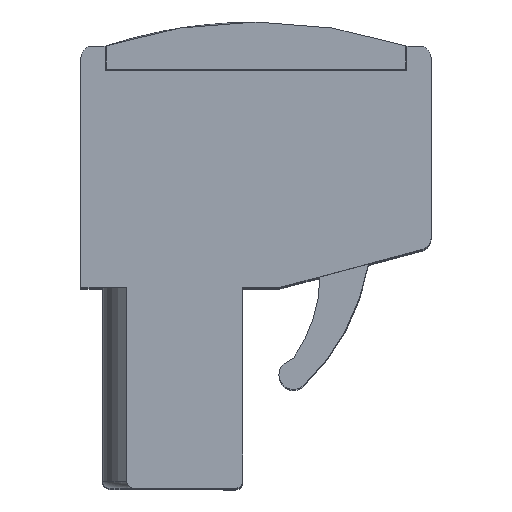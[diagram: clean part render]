
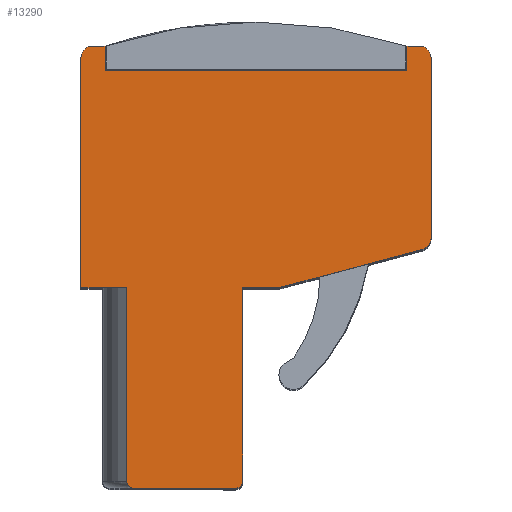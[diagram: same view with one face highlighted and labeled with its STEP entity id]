
A CAD part, top view. The second image highlights one B-rep face of the part: STEP entity #13290.
In plain terms, the highlighted planar face has unit normal (0, 0, 1).
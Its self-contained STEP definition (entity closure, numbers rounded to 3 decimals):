
#38 = CARTESIAN_POINT ( 'NONE',  ( -3.8, 8.3, 2.54 ) ) ;
#42 = VECTOR ( 'NONE', #1118, 1000. ) ;
#101 = ORIENTED_EDGE ( 'NONE', *, *, #8370, .T. ) ;
#239 = CARTESIAN_POINT ( 'NONE',  ( -3.3, 18.3, 2.54 ) ) ;
#307 = CARTESIAN_POINT ( 'NONE',  ( 10.2, 10.372, 2.54 ) ) ;
#320 = CARTESIAN_POINT ( 'NONE',  ( 10.2, 17.8, 2.54 ) ) ;
#346 = VERTEX_POINT ( 'NONE', #239 ) ;
#498 = VECTOR ( 'NONE', #9907, 1000. ) ;
#533 = CARTESIAN_POINT ( 'NONE',  ( 2.9, 0.3, 2.54 ) ) ;
#543 = VERTEX_POINT ( 'NONE', #533 ) ;
#672 = VERTEX_POINT ( 'NONE', #14349 ) ;
#675 = DIRECTION ( 'NONE',  ( 1., 0., 0. ) ) ;
#794 = DIRECTION ( 'NONE',  ( 0., 1., 0. ) ) ;
#802 = ORIENTED_EDGE ( 'NONE', *, *, #5543, .F. ) ;
#1027 = VERTEX_POINT ( 'NONE', #5994 ) ;
#1036 = CARTESIAN_POINT ( 'NONE',  ( 2.9, 8.3, 2.54 ) ) ;
#1118 = DIRECTION ( 'NONE',  ( -1., 0., 0. ) ) ;
#1126 = LINE ( 'NONE', #4112, #7175 ) ;
#1133 = CARTESIAN_POINT ( 'NONE',  ( 4.4, 8.3, 2.54 ) ) ;
#1207 = VECTOR ( 'NONE', #6951, 1000. ) ;
#1317 = CARTESIAN_POINT ( 'NONE',  ( -2.8, 17.3, 2.54 ) ) ;
#1349 = CARTESIAN_POINT ( 'NONE',  ( -3.8, 8.3, 2.54 ) ) ;
#1351 = LINE ( 'NONE', #3392, #7052 ) ;
#1366 = DIRECTION ( 'NONE',  ( 1., 0., 0. ) ) ;
#1452 = DIRECTION ( 'NONE',  ( 1., 0., 0. ) ) ;
#1464 = DIRECTION ( 'NONE',  ( 1., 0., 0. ) ) ;
#1696 = CIRCLE ( 'NONE', #7256, 0.3 ) ;
#1830 = DIRECTION ( 'NONE',  ( -1., 0., 0. ) ) ;
#1884 = AXIS2_PLACEMENT_3D ( 'NONE', #3639, #11566, #4774 ) ;
#1966 = VERTEX_POINT ( 'NONE', #5511 ) ;
#1992 = EDGE_LOOP ( 'NONE', ( #802, #2314, #13250, #6916, #12754, #9607, #4086, #101, #3078, #7676, #4726, #9245, #10746, #2748, #12945, #6550, #5828, #9063 ) ) ;
#2080 = EDGE_CURVE ( 'NONE', #543, #9247, #4219, .T. ) ;
#2109 = CARTESIAN_POINT ( 'NONE',  ( -1.9, 0., 2.54 ) ) ;
#2260 = VERTEX_POINT ( 'NONE', #11740 ) ;
#2314 = ORIENTED_EDGE ( 'NONE', *, *, #10283, .T. ) ;
#2332 = AXIS2_PLACEMENT_3D ( 'NONE', #11040, #4237, #12188 ) ;
#2365 = CARTESIAN_POINT ( 'NONE',  ( 2.9, 0., 2.54 ) ) ;
#2366 = DIRECTION ( 'NONE',  ( 1., 0., 0. ) ) ;
#2414 = VECTOR ( 'NONE', #1366, 1000. ) ;
#2686 = VERTEX_POINT ( 'NONE', #1349 ) ;
#2748 = ORIENTED_EDGE ( 'NONE', *, *, #3094, .F. ) ;
#2812 = VERTEX_POINT ( 'NONE', #14018 ) ;
#3078 = ORIENTED_EDGE ( 'NONE', *, *, #10467, .T. ) ;
#3094 = EDGE_CURVE ( 'NONE', #5482, #14595, #1351, .T. ) ;
#3379 = CARTESIAN_POINT ( 'NONE',  ( -2.8, 17.3, 2.54 ) ) ;
#3391 = VERTEX_POINT ( 'NONE', #9670 ) ;
#3392 = CARTESIAN_POINT ( 'NONE',  ( -2.8, 18.3, 2.54 ) ) ;
#3403 = VERTEX_POINT ( 'NONE', #6276 ) ;
#3531 = DIRECTION ( 'NONE',  ( 1., 0., 0. ) ) ;
#3541 = VECTOR ( 'NONE', #8468, 1000. ) ;
#3621 = EDGE_CURVE ( 'NONE', #6281, #13808, #4768, .T. ) ;
#3639 = CARTESIAN_POINT ( 'NONE',  ( -3.3, 17.8, 2.54 ) ) ;
#4050 = CARTESIAN_POINT ( 'NONE',  ( -1.9, 0., 2.54 ) ) ;
#4086 = ORIENTED_EDGE ( 'NONE', *, *, #3621, .T. ) ;
#4112 = CARTESIAN_POINT ( 'NONE',  ( 10.7, 9.988, 2.54 ) ) ;
#4116 = EDGE_CURVE ( 'NONE', #1966, #5347, #14668, .T. ) ;
#4219 = LINE ( 'NONE', #2365, #1207 ) ;
#4237 = DIRECTION ( 'NONE',  ( 0., 0., 1. ) ) ;
#4444 = EDGE_CURVE ( 'NONE', #14595, #3403, #5441, .T. ) ;
#4467 = CIRCLE ( 'NONE', #1884, 0.5 ) ;
#4471 = EDGE_CURVE ( 'NONE', #1027, #2812, #13039, .T. ) ;
#4726 = ORIENTED_EDGE ( 'NONE', *, *, #5882, .T. ) ;
#4768 = LINE ( 'NONE', #1133, #13454 ) ;
#4774 = DIRECTION ( 'NONE',  ( 1., 0., 0. ) ) ;
#4860 = CARTESIAN_POINT ( 'NONE',  ( -3.8, 17.8, 2.54 ) ) ;
#4875 = LINE ( 'NONE', #38, #10545 ) ;
#5256 = CARTESIAN_POINT ( 'NONE',  ( -1.9, 0.3, 2.54 ) ) ;
#5347 = VERTEX_POINT ( 'NONE', #10708 ) ;
#5441 = LINE ( 'NONE', #1317, #2414 ) ;
#5482 = VERTEX_POINT ( 'NONE', #7652 ) ;
#5511 = CARTESIAN_POINT ( 'NONE',  ( 2.6, 0., 2.54 ) ) ;
#5543 = EDGE_CURVE ( 'NONE', #10477, #3391, #12774, .T. ) ;
#5552 = DIRECTION ( 'NONE',  ( 0., 1., 0. ) ) ;
#5700 = AXIS2_PLACEMENT_3D ( 'NONE', #307, #8255, #1452 ) ;
#5828 = ORIENTED_EDGE ( 'NONE', *, *, #6964, .T. ) ;
#5882 = EDGE_CURVE ( 'NONE', #2812, #2260, #12590, .T. ) ;
#5925 = FACE_OUTER_BOUND ( 'NONE', #1992, .T. ) ;
#5994 = CARTESIAN_POINT ( 'NONE',  ( 10.7, 17.8, 2.54 ) ) ;
#6276 = CARTESIAN_POINT ( 'NONE',  ( 9.7, 17.3, 2.54 ) ) ;
#6281 = VERTEX_POINT ( 'NONE', #8057 ) ;
#6284 = EDGE_CURVE ( 'NONE', #2686, #3391, #9435, .T. ) ;
#6301 = AXIS2_PLACEMENT_3D ( 'NONE', #6495, #14378, #7626 ) ;
#6495 = CARTESIAN_POINT ( 'NONE',  ( -1.6, 0.3, 2.54 ) ) ;
#6511 = PLANE ( 'NONE',  #2332 ) ;
#6550 = ORIENTED_EDGE ( 'NONE', *, *, #8330, .T. ) ;
#6814 = DIRECTION ( 'NONE',  ( 0.966, 0.259, 0. ) ) ;
#6916 = ORIENTED_EDGE ( 'NONE', *, *, #9640, .T. ) ;
#6951 = DIRECTION ( 'NONE',  ( 0., 1., 0. ) ) ;
#6964 = EDGE_CURVE ( 'NONE', #9429, #2686, #9219, .T. ) ;
#7052 = VECTOR ( 'NONE', #12459, 1000. ) ;
#7175 = VECTOR ( 'NONE', #12057, 1000. ) ;
#7256 = AXIS2_PLACEMENT_3D ( 'NONE', #14247, #7496, #675 ) ;
#7496 = DIRECTION ( 'NONE',  ( 0., 0., 1. ) ) ;
#7626 = DIRECTION ( 'NONE',  ( 1., 0., 0. ) ) ;
#7652 = CARTESIAN_POINT ( 'NONE',  ( -2.8, 18.3, 2.54 ) ) ;
#7676 = ORIENTED_EDGE ( 'NONE', *, *, #4471, .T. ) ;
#7925 = CARTESIAN_POINT ( 'NONE',  ( 10.7, 18.3, 2.54 ) ) ;
#8057 = CARTESIAN_POINT ( 'NONE',  ( 4.4, 8.3, 2.54 ) ) ;
#8204 = EDGE_CURVE ( 'NONE', #5482, #346, #11387, .T. ) ;
#8255 = DIRECTION ( 'NONE',  ( 0., 0., 1. ) ) ;
#8265 = DIRECTION ( 'NONE',  ( 0., 0., 1. ) ) ;
#8330 = EDGE_CURVE ( 'NONE', #346, #9429, #4467, .T. ) ;
#8370 = EDGE_CURVE ( 'NONE', #13808, #672, #10144, .T. ) ;
#8468 = DIRECTION ( 'NONE',  ( -1., 0., 0. ) ) ;
#8664 = VECTOR ( 'NONE', #1830, 1000. ) ;
#9063 = ORIENTED_EDGE ( 'NONE', *, *, #6284, .T. ) ;
#9209 = CARTESIAN_POINT ( 'NONE',  ( -3.8, 8.3, 2.54 ) ) ;
#9219 = LINE ( 'NONE', #14511, #498 ) ;
#9245 = ORIENTED_EDGE ( 'NONE', *, *, #12276, .F. ) ;
#9247 = VERTEX_POINT ( 'NONE', #1036 ) ;
#9429 = VERTEX_POINT ( 'NONE', #4860 ) ;
#9435 = LINE ( 'NONE', #9209, #12097 ) ;
#9607 = ORIENTED_EDGE ( 'NONE', *, *, #12523, .T. ) ;
#9640 = EDGE_CURVE ( 'NONE', #1966, #543, #1696, .T. ) ;
#9670 = CARTESIAN_POINT ( 'NONE',  ( -1.9, 8.3, 2.54 ) ) ;
#9907 = DIRECTION ( 'NONE',  ( 0., -1., 0. ) ) ;
#10144 = CIRCLE ( 'NONE', #5700, 0.5 ) ;
#10283 = EDGE_CURVE ( 'NONE', #10477, #5347, #11780, .T. ) ;
#10467 = EDGE_CURVE ( 'NONE', #672, #1027, #1126, .T. ) ;
#10477 = VERTEX_POINT ( 'NONE', #5256 ) ;
#10545 = VECTOR ( 'NONE', #2366, 1000. ) ;
#10708 = CARTESIAN_POINT ( 'NONE',  ( -1.6, 0., 2.54 ) ) ;
#10746 = ORIENTED_EDGE ( 'NONE', *, *, #4444, .F. ) ;
#11040 = CARTESIAN_POINT ( 'NONE',  ( 0., 0., 2.54 ) ) ;
#11387 = LINE ( 'NONE', #7925, #42 ) ;
#11561 = VECTOR ( 'NONE', #794, 1000. ) ;
#11566 = DIRECTION ( 'NONE',  ( 0., 0., 1. ) ) ;
#11740 = CARTESIAN_POINT ( 'NONE',  ( 9.7, 18.3, 2.54 ) ) ;
#11780 = CIRCLE ( 'NONE', #6301, 0.3 ) ;
#11925 = LINE ( 'NONE', #13227, #11561 ) ;
#11997 = AXIS2_PLACEMENT_3D ( 'NONE', #320, #8265, #1464 ) ;
#12057 = DIRECTION ( 'NONE',  ( 0., 1., 0. ) ) ;
#12097 = VECTOR ( 'NONE', #3531, 1000. ) ;
#12188 = DIRECTION ( 'NONE',  ( 1., 0., 0. ) ) ;
#12276 = EDGE_CURVE ( 'NONE', #3403, #2260, #11925, .T. ) ;
#12439 = VECTOR ( 'NONE', #5552, 1000. ) ;
#12459 = DIRECTION ( 'NONE',  ( 0., -1., 0. ) ) ;
#12523 = EDGE_CURVE ( 'NONE', #9247, #6281, #4875, .T. ) ;
#12590 = LINE ( 'NONE', #14079, #3541 ) ;
#12754 = ORIENTED_EDGE ( 'NONE', *, *, #2080, .T. ) ;
#12774 = LINE ( 'NONE', #2109, #12439 ) ;
#12945 = ORIENTED_EDGE ( 'NONE', *, *, #8204, .T. ) ;
#13039 = CIRCLE ( 'NONE', #11997, 0.5 ) ;
#13227 = CARTESIAN_POINT ( 'NONE',  ( 9.7, 18.3, 2.54 ) ) ;
#13250 = ORIENTED_EDGE ( 'NONE', *, *, #4116, .F. ) ;
#13290 = ADVANCED_FACE ( 'NONE', ( #5925 ), #6511, .T. ) ;
#13454 = VECTOR ( 'NONE', #6814, 1000. ) ;
#13808 = VERTEX_POINT ( 'NONE', #14377 ) ;
#14018 = CARTESIAN_POINT ( 'NONE',  ( 10.2, 18.3, 2.54 ) ) ;
#14079 = CARTESIAN_POINT ( 'NONE',  ( 10.7, 18.3, 2.54 ) ) ;
#14247 = CARTESIAN_POINT ( 'NONE',  ( 2.6, 0.3, 2.54 ) ) ;
#14349 = CARTESIAN_POINT ( 'NONE',  ( 10.7, 10.372, 2.54 ) ) ;
#14377 = CARTESIAN_POINT ( 'NONE',  ( 10.329, 9.889, 2.54 ) ) ;
#14378 = DIRECTION ( 'NONE',  ( 0., 0., 1. ) ) ;
#14511 = CARTESIAN_POINT ( 'NONE',  ( -3.8, 18.3, 2.54 ) ) ;
#14595 = VERTEX_POINT ( 'NONE', #3379 ) ;
#14668 = LINE ( 'NONE', #4050, #8664 ) ;
